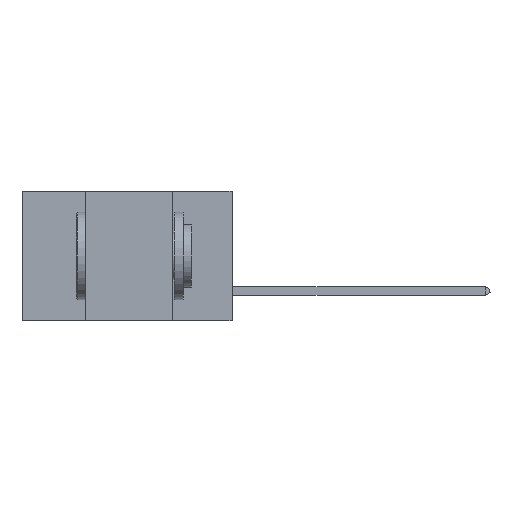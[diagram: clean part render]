
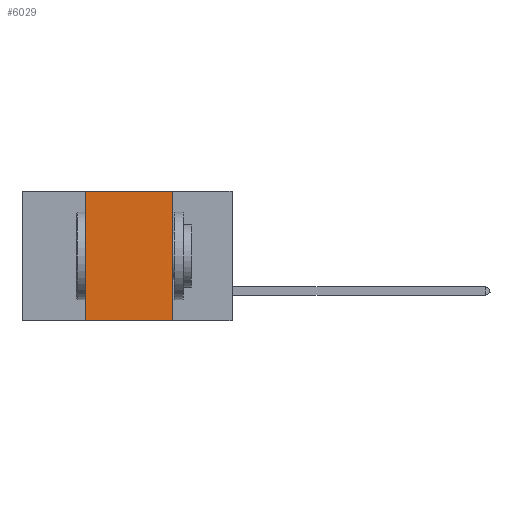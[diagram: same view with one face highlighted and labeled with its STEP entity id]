
A CAD part, left-side view. The second image highlights one B-rep face of the part: STEP entity #6029.
In plain terms, the highlighted planar face has unit normal (-1, 0, 0).
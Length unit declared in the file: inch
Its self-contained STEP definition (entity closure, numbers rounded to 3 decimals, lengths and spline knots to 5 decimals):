
#904 = LINE ( 'NONE', #5245, #4587 ) ;
#1004 = EDGE_CURVE ( 'NONE', #1885, #1859, #8789, .T. ) ;
#1401 = LINE ( 'NONE', #6828, #6056 ) ;
#1517 = EDGE_LOOP ( 'NONE', ( #5265, #9079, #1651, #4421 ) ) ;
#1536 = CARTESIAN_POINT ( 'NONE',  ( 0., 0.42, 0. ) ) ;
#1651 = ORIENTED_EDGE ( 'NONE', *, *, #4427, .F. ) ;
#1859 = VERTEX_POINT ( 'NONE', #5020 ) ;
#1885 = VERTEX_POINT ( 'NONE', #4220 ) ;
#2099 = DIRECTION ( 'NONE',  ( 1., 0., 0. ) ) ;
#2444 = EDGE_CURVE ( 'NONE', #4193, #4663, #904, .T. ) ;
#3209 = VECTOR ( 'NONE', #8193, 39.37008 ) ;
#3787 = EDGE_CURVE ( 'NONE', #4663, #1859, #1401, .T. ) ;
#4193 = VERTEX_POINT ( 'NONE', #4806 ) ;
#4220 = CARTESIAN_POINT ( 'NONE',  ( 0., 0.42, -0.37 ) ) ;
#4229 = PLANE ( 'NONE',  #6609 ) ;
#4421 = ORIENTED_EDGE ( 'NONE', *, *, #1004, .T. ) ;
#4427 = EDGE_CURVE ( 'NONE', #1885, #4193, #7758, .T. ) ;
#4587 = VECTOR ( 'NONE', #5925, 39.37008 ) ;
#4663 = VERTEX_POINT ( 'NONE', #8512 ) ;
#4806 = CARTESIAN_POINT ( 'NONE',  ( 0., 0.42, 0. ) ) ;
#5020 = CARTESIAN_POINT ( 'NONE',  ( 0., 0.17, -0.37 ) ) ;
#5245 = CARTESIAN_POINT ( 'NONE',  ( 0., 0.6, 0. ) ) ;
#5265 = ORIENTED_EDGE ( 'NONE', *, *, #3787, .F. ) ;
#5925 = DIRECTION ( 'NONE',  ( 0., -1., 0. ) ) ;
#6029 = ADVANCED_FACE ( 'NONE', ( #9343 ), #4229, .F. ) ;
#6056 = VECTOR ( 'NONE', #9462, 39.37008 ) ;
#6536 = DIRECTION ( 'NONE',  ( 0., 0., -1. ) ) ;
#6609 = AXIS2_PLACEMENT_3D ( 'NONE', #8026, #2099, #6536 ) ;
#6828 = CARTESIAN_POINT ( 'NONE',  ( 0., 0.17, 0. ) ) ;
#7286 = VECTOR ( 'NONE', #9034, 39.37008 ) ;
#7758 = LINE ( 'NONE', #1536, #7286 ) ;
#8026 = CARTESIAN_POINT ( 'NONE',  ( 0., 0.6, 0. ) ) ;
#8193 = DIRECTION ( 'NONE',  ( 0., -1., 0. ) ) ;
#8512 = CARTESIAN_POINT ( 'NONE',  ( 0., 0.17, 0. ) ) ;
#8789 = LINE ( 'NONE', #9007, #3209 ) ;
#9007 = CARTESIAN_POINT ( 'NONE',  ( 0., 0.6, -0.37 ) ) ;
#9034 = DIRECTION ( 'NONE',  ( 0., 0., 1. ) ) ;
#9079 = ORIENTED_EDGE ( 'NONE', *, *, #2444, .F. ) ;
#9343 = FACE_OUTER_BOUND ( 'NONE', #1517, .T. ) ;
#9462 = DIRECTION ( 'NONE',  ( 0., 0., -1. ) ) ;
